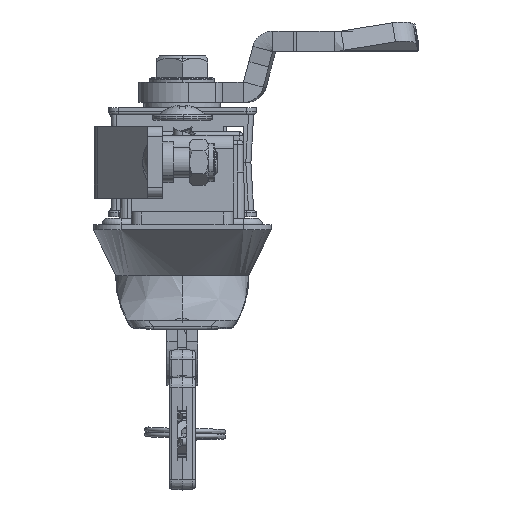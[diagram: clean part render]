
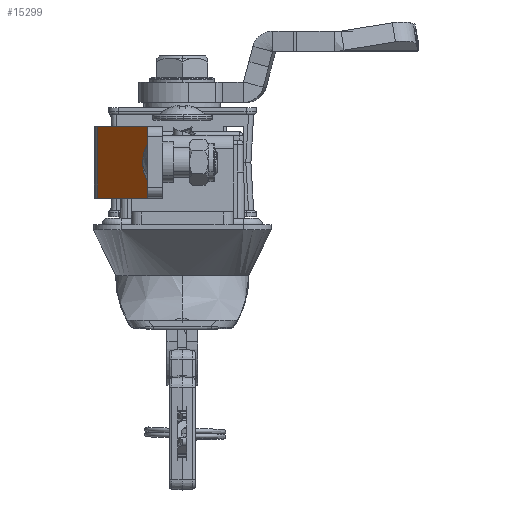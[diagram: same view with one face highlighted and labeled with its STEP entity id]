
A CAD part, left-side view. The second image highlights one B-rep face of the part: STEP entity #15299.
In plain terms, the highlighted planar face has unit normal (-0.628, 0.778, 0).
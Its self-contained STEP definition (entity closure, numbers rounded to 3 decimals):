
#671 = CARTESIAN_POINT ( 'NONE',  ( -119.241, 16.578, 5.2 ) ) ;
#949 = DIRECTION ( 'NONE',  ( -0.778, -0.628, 0. ) ) ;
#1047 = ORIENTED_EDGE ( 'NONE', *, *, #25996, .T. ) ;
#6243 = LINE ( 'NONE', #23293, #43968 ) ;
#6840 = B_SPLINE_CURVE_WITH_KNOTS ( 'NONE', 3,
 ( #35187, #47775, #43292, #22008 ),
 .UNSPECIFIED., .F., .F.,
 ( 4, 4 ),
 ( -0.176, 1. ),
 .UNSPECIFIED. ) ;
#6849 = CARTESIAN_POINT ( 'NONE',  ( -119.241, 16.578, 19.2 ) ) ;
#13272 = CARTESIAN_POINT ( 'NONE',  ( -118.852, 16.892, 6.8 ) ) ;
#13917 = CARTESIAN_POINT ( 'NONE',  ( -118.852, 16.892, 5.2 ) ) ;
#14195 = CARTESIAN_POINT ( 'NONE',  ( -131.278, 6.856, 14.533 ) ) ;
#15299 = ADVANCED_FACE ( 'NONE', ( #51056 ), #30624, .T. ) ;
#15361 = VERTEX_POINT ( 'NONE', #671 ) ;
#16578 = CARTESIAN_POINT ( 'NONE',  ( -131.278, 6.856, 19.2 ) ) ;
#19028 = ORIENTED_EDGE ( 'NONE', *, *, #29082, .T. ) ;
#19106 = DIRECTION ( 'NONE',  ( 0.778, 0.628, 0. ) ) ;
#21945 = DIRECTION ( 'NONE',  ( -0.628, 0.778, 0. ) ) ;
#22008 = CARTESIAN_POINT ( 'NONE',  ( -119.241, 16.578, 19.2 ) ) ;
#22300 = LINE ( 'NONE', #13917, #30840 ) ;
#22878 = CARTESIAN_POINT ( 'NONE',  ( -131.278, 6.856, 5.2 ) ) ;
#23293 = CARTESIAN_POINT ( 'NONE',  ( -118.852, 16.892, 19.2 ) ) ;
#24403 = CARTESIAN_POINT ( 'NONE',  ( -131.278, 6.856, 5.2 ) ) ;
#24774 = EDGE_LOOP ( 'NONE', ( #19028, #42344, #48119, #1047 ) ) ;
#25445 = VERTEX_POINT ( 'NONE', #6849 ) ;
#25996 = EDGE_CURVE ( 'NONE', #42335, #27819, #39827, .T. ) ;
#26774 = DIRECTION ( 'NONE',  ( -0.778, -0.628, 0. ) ) ;
#27819 = VERTEX_POINT ( 'NONE', #16578 ) ;
#29082 = EDGE_CURVE ( 'NONE', #27819, #25445, #6243, .T. ) ;
#30624 = PLANE ( 'NONE',  #49497 ) ;
#30840 = VECTOR ( 'NONE', #26774, 1000. ) ;
#35187 = CARTESIAN_POINT ( 'NONE',  ( -119.241, 16.578, 5.2 ) ) ;
#35499 = CARTESIAN_POINT ( 'NONE',  ( -131.278, 6.856, 19.2 ) ) ;
#39827 = B_SPLINE_CURVE_WITH_KNOTS ( 'NONE', 3,
 ( #22878, #39964, #14195, #35499 ),
 .UNSPECIFIED., .F., .F.,
 ( 4, 4 ),
 ( -0.176, 1. ),
 .UNSPECIFIED. ) ;
#39964 = CARTESIAN_POINT ( 'NONE',  ( -131.278, 6.856, 9.867 ) ) ;
#41287 = EDGE_CURVE ( 'NONE', #15361, #25445, #6840, .T. ) ;
#42335 = VERTEX_POINT ( 'NONE', #24403 ) ;
#42344 = ORIENTED_EDGE ( 'NONE', *, *, #41287, .F. ) ;
#43292 = CARTESIAN_POINT ( 'NONE',  ( -119.241, 16.578, 14.533 ) ) ;
#43968 = VECTOR ( 'NONE', #19106, 1000. ) ;
#47775 = CARTESIAN_POINT ( 'NONE',  ( -119.241, 16.578, 9.867 ) ) ;
#48119 = ORIENTED_EDGE ( 'NONE', *, *, #48148, .T. ) ;
#48148 = EDGE_CURVE ( 'NONE', #15361, #42335, #22300, .T. ) ;
#49497 = AXIS2_PLACEMENT_3D ( 'NONE', #13272, #21945, #949 ) ;
#51056 = FACE_OUTER_BOUND ( 'NONE', #24774, .T. ) ;
